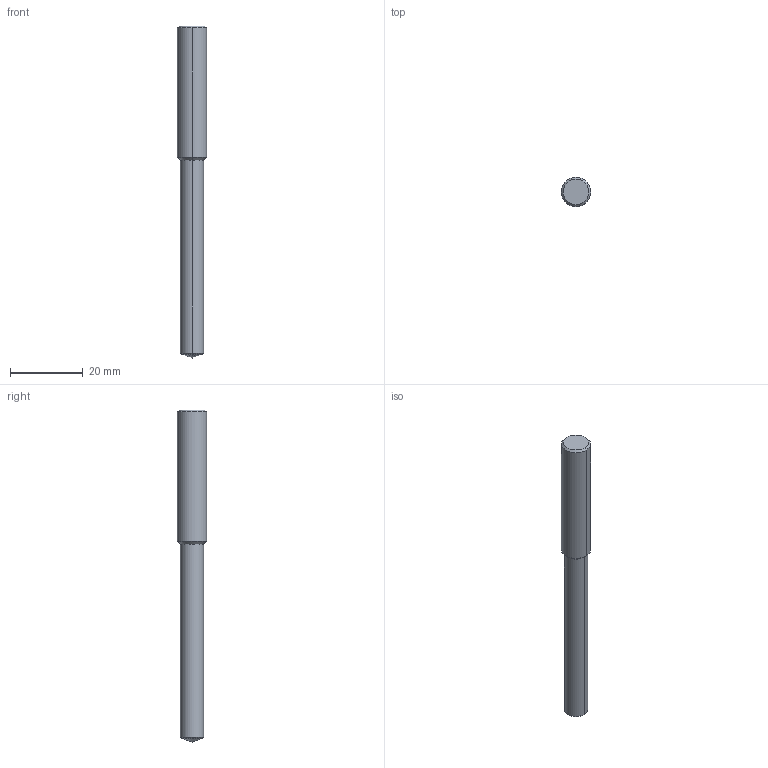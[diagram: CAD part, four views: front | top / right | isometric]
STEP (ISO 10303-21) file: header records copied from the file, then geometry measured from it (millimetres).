
FILE_DESCRIPTION((''),'2;1');
FILE_NAME('607490757-000-00-E43','2020-12-04T14:44:55',('steinhartd'),(''),'CREO PARAMETRIC BY PTC INC, 2020154','CREO PARAMETRIC BY PTC INC, 2020154','');
FILE_SCHEMA(('AP242_MANAGED_MODEL_BASED_3D_ENGINEERING_MIM_LF { 1 0 10303 442 1 1 4 }'));
Length unit declared in the file: millimetre
Products named in the file (1): 607490757-000-00-E43
Bounding box: 8 x 8 x 91 mm (x, y, z)
Volume: 3530.9 mm3; surface area: 2063.9 mm2
Topology: 1 solids, 1 shells, 17 faces, 37 edges, 23 vertices
Faces by surface type: cone 8, cylinder 6, plane 3
Entity records: 807 total; most frequent: DIRECTION 107, CARTESIAN_POINT 85, ORIENTED_EDGE 64, AXIS2_PLACEMENT_3D 43, COLOUR_RGB 36, EDGE_CURVE 32, PROPERTY_DEFINITION 28, REPRESENTATION 27
